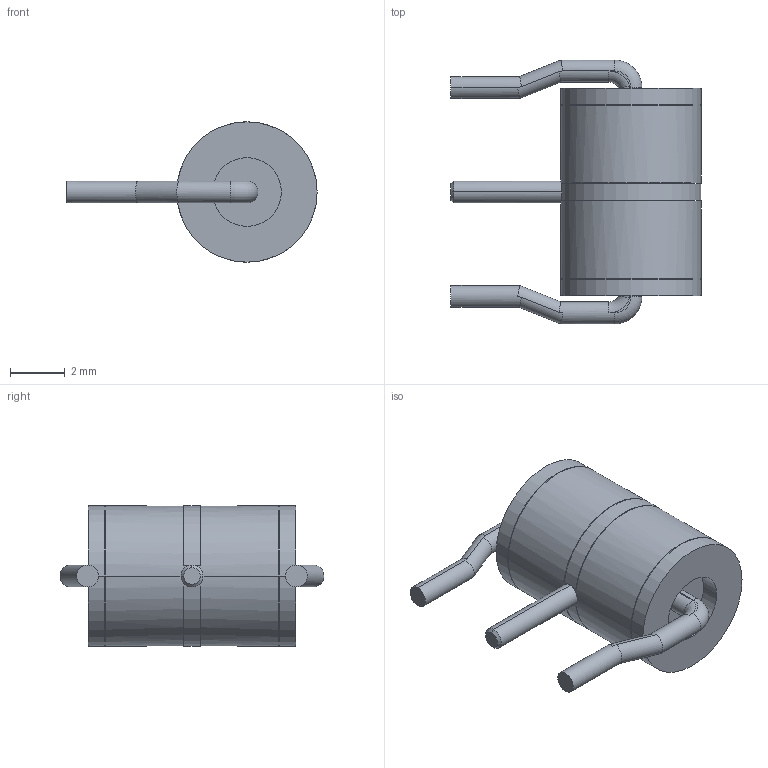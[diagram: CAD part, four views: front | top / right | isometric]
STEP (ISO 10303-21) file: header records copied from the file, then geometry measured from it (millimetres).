
FILE_DESCRIPTION((''),'2;1');
FILE_NAME('2036-XX-B3','2012-07-30T',('ryans'),('Bourns, Inc.'),'PRO/ENGINEER BY PARAMETRIC TECHNOLOGY CORPORATION, 2010100','PRO/ENGINEER BY PARAMETRIC TECHNOLOGY CORPORATION, 2010100','');
FILE_SCHEMA(('CONFIG_CONTROL_DESIGN'));
Length unit declared in the file: millimetre
Products named in the file (1): 2036-XX-B3
Bounding box: 9.1 x 9.6 x 5.1 mm (x, y, z)
Volume: 86.6 mm3; surface area: 394.3 mm2
Topology: 1 solids, 2 shells, 72 faces, 175 edges, 115 vertices
Faces by surface type: cylinder 39, plane 27, torus 4, cone 2
Entity records: 2427 total; most frequent: CARTESIAN_POINT 662, DIRECTION 368, ORIENTED_EDGE 350, EDGE_CURVE 175, AXIS2_PLACEMENT_3D 146, VERTEX_POINT 115, EDGE_LOOP 84, VECTOR 76
